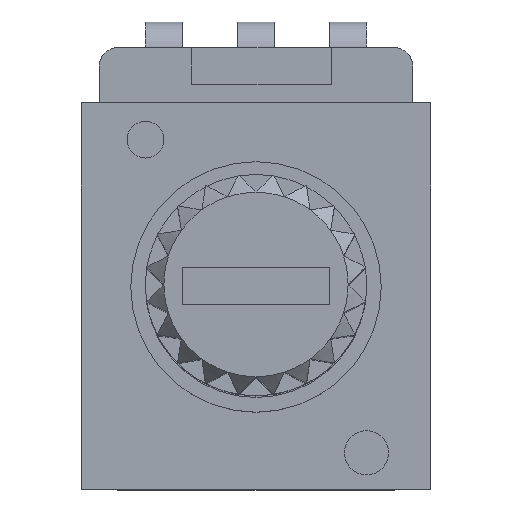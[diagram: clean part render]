
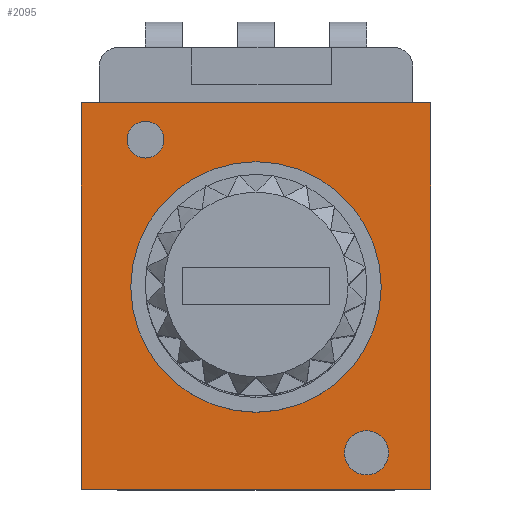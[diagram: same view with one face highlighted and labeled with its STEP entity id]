
A CAD part, top view. The second image highlights one B-rep face of the part: STEP entity #2095.
In plain terms, the highlighted planar face has unit normal (0, 0, 1).
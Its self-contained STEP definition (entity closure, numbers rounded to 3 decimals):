
#824 = PLANE('',#825);
#825 = AXIS2_PLACEMENT_3D('',#826,#827,#828);
#826 = CARTESIAN_POINT('',(-4.75,4.5,-0.112));
#827 = DIRECTION('',(-1.,-0.,0.));
#828 = DIRECTION('',(0.,0.,1.));
#1432 = VERTEX_POINT('',#1433);
#1433 = CARTESIAN_POINT('',(-4.75,-6.,5.488));
#1447 = PLANE('',#1448);
#1448 = AXIS2_PLACEMENT_3D('',#1449,#1450,#1451);
#1449 = CARTESIAN_POINT('',(4.35,-6.,-0.512));
#1450 = DIRECTION('',(0.,-1.,0.));
#1451 = DIRECTION('',(0.,0.,-1.));
#1459 = EDGE_CURVE('',#1460,#1432,#1462,.T.);
#1460 = VERTEX_POINT('',#1461);
#1461 = CARTESIAN_POINT('',(-4.75,4.5,5.488));
#1462 = SURFACE_CURVE('',#1463,(#1467,#1474),.PCURVE_S1.);
#1463 = LINE('',#1464,#1465);
#1464 = CARTESIAN_POINT('',(-4.75,4.5,5.488));
#1465 = VECTOR('',#1466,1.);
#1466 = DIRECTION('',(0.,-1.,0.));
#1467 = PCURVE('',#824,#1468);
#1468 = DEFINITIONAL_REPRESENTATION('',(#1469),#1473);
#1469 = LINE('',#1470,#1471);
#1470 = CARTESIAN_POINT('',(5.6,0.));
#1471 = VECTOR('',#1472,1.);
#1472 = DIRECTION('',(0.,-1.));
#1473 = ( GEOMETRIC_REPRESENTATION_CONTEXT(2) 
PARAMETRIC_REPRESENTATION_CONTEXT() REPRESENTATION_CONTEXT('2D SPACE',''
  ) );
#1474 = PCURVE('',#1475,#1480);
#1475 = PLANE('',#1476);
#1476 = AXIS2_PLACEMENT_3D('',#1477,#1478,#1479);
#1477 = CARTESIAN_POINT('',(-4.75,4.5,5.488));
#1478 = DIRECTION('',(0.,0.,1.));
#1479 = DIRECTION('',(1.,0.,0.));
#1480 = DEFINITIONAL_REPRESENTATION('',(#1481),#1485);
#1481 = LINE('',#1482,#1483);
#1482 = CARTESIAN_POINT('',(0.,0.));
#1483 = VECTOR('',#1484,1.);
#1484 = DIRECTION('',(0.,-1.));
#1485 = ( GEOMETRIC_REPRESENTATION_CONTEXT(2) 
PARAMETRIC_REPRESENTATION_CONTEXT() REPRESENTATION_CONTEXT('2D SPACE',''
  ) );
#1501 = PLANE('',#1502);
#1502 = AXIS2_PLACEMENT_3D('',#1503,#1504,#1505);
#1503 = CARTESIAN_POINT('',(4.35,4.5,-0.512));
#1504 = DIRECTION('',(0.,-1.,0.));
#1505 = DIRECTION('',(0.,0.,-1.));
#1996 = VERTEX_POINT('',#1997);
#1997 = CARTESIAN_POINT('',(4.75,4.5,5.488));
#2011 = PLANE('',#2012);
#2012 = AXIS2_PLACEMENT_3D('',#2013,#2014,#2015);
#2013 = CARTESIAN_POINT('',(4.75,4.5,5.488));
#2014 = DIRECTION('',(1.,0.,0.));
#2015 = DIRECTION('',(0.,0.,-1.));
#2023 = EDGE_CURVE('',#1460,#1996,#2024,.T.);
#2024 = SURFACE_CURVE('',#2025,(#2029,#2036),.PCURVE_S1.);
#2025 = LINE('',#2026,#2027);
#2026 = CARTESIAN_POINT('',(-4.75,4.5,5.488));
#2027 = VECTOR('',#2028,1.);
#2028 = DIRECTION('',(1.,0.,0.));
#2029 = PCURVE('',#1501,#2030);
#2030 = DEFINITIONAL_REPRESENTATION('',(#2031),#2035);
#2031 = LINE('',#2032,#2033);
#2032 = CARTESIAN_POINT('',(-6.,-9.1));
#2033 = VECTOR('',#2034,1.);
#2034 = DIRECTION('',(0.,1.));
#2035 = ( GEOMETRIC_REPRESENTATION_CONTEXT(2) 
PARAMETRIC_REPRESENTATION_CONTEXT() REPRESENTATION_CONTEXT('2D SPACE',''
  ) );
#2036 = PCURVE('',#1475,#2037);
#2037 = DEFINITIONAL_REPRESENTATION('',(#2038),#2042);
#2038 = LINE('',#2039,#2040);
#2039 = CARTESIAN_POINT('',(0.,0.));
#2040 = VECTOR('',#2041,1.);
#2041 = DIRECTION('',(1.,0.));
#2042 = ( GEOMETRIC_REPRESENTATION_CONTEXT(2) 
PARAMETRIC_REPRESENTATION_CONTEXT() REPRESENTATION_CONTEXT('2D SPACE',''
  ) );
#2095 = ADVANCED_FACE('',(#2096,#2144,#2175,#2206),#1475,.T.);
#2096 = FACE_BOUND('',#2097,.T.);
#2097 = EDGE_LOOP('',(#2098,#2099,#2122,#2143));
#2098 = ORIENTED_EDGE('',*,*,#1459,.T.);
#2099 = ORIENTED_EDGE('',*,*,#2100,.T.);
#2100 = EDGE_CURVE('',#1432,#2101,#2103,.T.);
#2101 = VERTEX_POINT('',#2102);
#2102 = CARTESIAN_POINT('',(4.75,-6.,5.488));
#2103 = SURFACE_CURVE('',#2104,(#2108,#2115),.PCURVE_S1.);
#2104 = LINE('',#2105,#2106);
#2105 = CARTESIAN_POINT('',(-4.75,-6.,5.488));
#2106 = VECTOR('',#2107,1.);
#2107 = DIRECTION('',(1.,0.,0.));
#2108 = PCURVE('',#1475,#2109);
#2109 = DEFINITIONAL_REPRESENTATION('',(#2110),#2114);
#2110 = LINE('',#2111,#2112);
#2111 = CARTESIAN_POINT('',(0.,-10.5));
#2112 = VECTOR('',#2113,1.);
#2113 = DIRECTION('',(1.,0.));
#2114 = ( GEOMETRIC_REPRESENTATION_CONTEXT(2) 
PARAMETRIC_REPRESENTATION_CONTEXT() REPRESENTATION_CONTEXT('2D SPACE',''
  ) );
#2115 = PCURVE('',#1447,#2116);
#2116 = DEFINITIONAL_REPRESENTATION('',(#2117),#2121);
#2117 = LINE('',#2118,#2119);
#2118 = CARTESIAN_POINT('',(-6.,-9.1));
#2119 = VECTOR('',#2120,1.);
#2120 = DIRECTION('',(0.,1.));
#2121 = ( GEOMETRIC_REPRESENTATION_CONTEXT(2) 
PARAMETRIC_REPRESENTATION_CONTEXT() REPRESENTATION_CONTEXT('2D SPACE',''
  ) );
#2122 = ORIENTED_EDGE('',*,*,#2123,.F.);
#2123 = EDGE_CURVE('',#1996,#2101,#2124,.T.);
#2124 = SURFACE_CURVE('',#2125,(#2129,#2136),.PCURVE_S1.);
#2125 = LINE('',#2126,#2127);
#2126 = CARTESIAN_POINT('',(4.75,4.5,5.488));
#2127 = VECTOR('',#2128,1.);
#2128 = DIRECTION('',(0.,-1.,0.));
#2129 = PCURVE('',#1475,#2130);
#2130 = DEFINITIONAL_REPRESENTATION('',(#2131),#2135);
#2131 = LINE('',#2132,#2133);
#2132 = CARTESIAN_POINT('',(9.5,0.));
#2133 = VECTOR('',#2134,1.);
#2134 = DIRECTION('',(0.,-1.));
#2135 = ( GEOMETRIC_REPRESENTATION_CONTEXT(2) 
PARAMETRIC_REPRESENTATION_CONTEXT() REPRESENTATION_CONTEXT('2D SPACE',''
  ) );
#2136 = PCURVE('',#2011,#2137);
#2137 = DEFINITIONAL_REPRESENTATION('',(#2138),#2142);
#2138 = LINE('',#2139,#2140);
#2139 = CARTESIAN_POINT('',(0.,0.));
#2140 = VECTOR('',#2141,1.);
#2141 = DIRECTION('',(0.,-1.));
#2142 = ( GEOMETRIC_REPRESENTATION_CONTEXT(2) 
PARAMETRIC_REPRESENTATION_CONTEXT() REPRESENTATION_CONTEXT('2D SPACE',''
  ) );
#2143 = ORIENTED_EDGE('',*,*,#2023,.F.);
#2144 = FACE_BOUND('',#2145,.T.);
#2145 = EDGE_LOOP('',(#2146));
#2146 = ORIENTED_EDGE('',*,*,#2147,.F.);
#2147 = EDGE_CURVE('',#2148,#2148,#2150,.T.);
#2148 = VERTEX_POINT('',#2149);
#2149 = CARTESIAN_POINT('',(-2.5,3.5,5.488));
#2150 = SURFACE_CURVE('',#2151,(#2156,#2163),.PCURVE_S1.);
#2151 = CIRCLE('',#2152,0.5);
#2152 = AXIS2_PLACEMENT_3D('',#2153,#2154,#2155);
#2153 = CARTESIAN_POINT('',(-3.,3.5,5.488));
#2154 = DIRECTION('',(0.,0.,1.));
#2155 = DIRECTION('',(1.,0.,0.));
#2156 = PCURVE('',#1475,#2157);
#2157 = DEFINITIONAL_REPRESENTATION('',(#2158),#2162);
#2158 = CIRCLE('',#2159,0.5);
#2159 = AXIS2_PLACEMENT_2D('',#2160,#2161);
#2160 = CARTESIAN_POINT('',(1.75,-1.));
#2161 = DIRECTION('',(1.,0.));
#2162 = ( GEOMETRIC_REPRESENTATION_CONTEXT(2) 
PARAMETRIC_REPRESENTATION_CONTEXT() REPRESENTATION_CONTEXT('2D SPACE',''
  ) );
#2163 = PCURVE('',#2164,#2169);
#2164 = CYLINDRICAL_SURFACE('',#2165,0.5);
#2165 = AXIS2_PLACEMENT_3D('',#2166,#2167,#2168);
#2166 = CARTESIAN_POINT('',(-3.,3.5,5.));
#2167 = DIRECTION('',(0.,0.,1.));
#2168 = DIRECTION('',(1.,0.,0.));
#2169 = DEFINITIONAL_REPRESENTATION('',(#2170),#2174);
#2170 = LINE('',#2171,#2172);
#2171 = CARTESIAN_POINT('',(0.,0.488));
#2172 = VECTOR('',#2173,1.);
#2173 = DIRECTION('',(1.,0.));
#2174 = ( GEOMETRIC_REPRESENTATION_CONTEXT(2) 
PARAMETRIC_REPRESENTATION_CONTEXT() REPRESENTATION_CONTEXT('2D SPACE',''
  ) );
#2175 = FACE_BOUND('',#2176,.T.);
#2176 = EDGE_LOOP('',(#2177));
#2177 = ORIENTED_EDGE('',*,*,#2178,.F.);
#2178 = EDGE_CURVE('',#2179,#2179,#2181,.T.);
#2179 = VERTEX_POINT('',#2180);
#2180 = CARTESIAN_POINT('',(3.6,-5.,5.488));
#2181 = SURFACE_CURVE('',#2182,(#2187,#2194),.PCURVE_S1.);
#2182 = CIRCLE('',#2183,0.6);
#2183 = AXIS2_PLACEMENT_3D('',#2184,#2185,#2186);
#2184 = CARTESIAN_POINT('',(3.,-5.,5.488));
#2185 = DIRECTION('',(0.,0.,1.));
#2186 = DIRECTION('',(1.,0.,0.));
#2187 = PCURVE('',#1475,#2188);
#2188 = DEFINITIONAL_REPRESENTATION('',(#2189),#2193);
#2189 = CIRCLE('',#2190,0.6);
#2190 = AXIS2_PLACEMENT_2D('',#2191,#2192);
#2191 = CARTESIAN_POINT('',(7.75,-9.5));
#2192 = DIRECTION('',(1.,0.));
#2193 = ( GEOMETRIC_REPRESENTATION_CONTEXT(2) 
PARAMETRIC_REPRESENTATION_CONTEXT() REPRESENTATION_CONTEXT('2D SPACE',''
  ) );
#2194 = PCURVE('',#2195,#2200);
#2195 = CYLINDRICAL_SURFACE('',#2196,0.6);
#2196 = AXIS2_PLACEMENT_3D('',#2197,#2198,#2199);
#2197 = CARTESIAN_POINT('',(3.,-5.,5.));
#2198 = DIRECTION('',(0.,0.,1.));
#2199 = DIRECTION('',(1.,0.,0.));
#2200 = DEFINITIONAL_REPRESENTATION('',(#2201),#2205);
#2201 = LINE('',#2202,#2203);
#2202 = CARTESIAN_POINT('',(0.,0.488));
#2203 = VECTOR('',#2204,1.);
#2204 = DIRECTION('',(1.,0.));
#2205 = ( GEOMETRIC_REPRESENTATION_CONTEXT(2) 
PARAMETRIC_REPRESENTATION_CONTEXT() REPRESENTATION_CONTEXT('2D SPACE',''
  ) );
#2206 = FACE_BOUND('',#2207,.T.);
#2207 = EDGE_LOOP('',(#2208));
#2208 = ORIENTED_EDGE('',*,*,#2209,.F.);
#2209 = EDGE_CURVE('',#2210,#2210,#2212,.T.);
#2210 = VERTEX_POINT('',#2211);
#2211 = CARTESIAN_POINT('',(3.4,-0.5,5.488));
#2212 = SURFACE_CURVE('',#2213,(#2218,#2225),.PCURVE_S1.);
#2213 = CIRCLE('',#2214,3.4);
#2214 = AXIS2_PLACEMENT_3D('',#2215,#2216,#2217);
#2215 = CARTESIAN_POINT('',(0.,-0.5,5.488));
#2216 = DIRECTION('',(0.,0.,1.));
#2217 = DIRECTION('',(1.,0.,0.));
#2218 = PCURVE('',#1475,#2219);
#2219 = DEFINITIONAL_REPRESENTATION('',(#2220),#2224);
#2220 = CIRCLE('',#2221,3.4);
#2221 = AXIS2_PLACEMENT_2D('',#2222,#2223);
#2222 = CARTESIAN_POINT('',(4.75,-5.));
#2223 = DIRECTION('',(1.,0.));
#2224 = ( GEOMETRIC_REPRESENTATION_CONTEXT(2) 
PARAMETRIC_REPRESENTATION_CONTEXT() REPRESENTATION_CONTEXT('2D SPACE',''
  ) );
#2225 = PCURVE('',#2226,#2231);
#2226 = CYLINDRICAL_SURFACE('',#2227,3.4);
#2227 = AXIS2_PLACEMENT_3D('',#2228,#2229,#2230);
#2228 = CARTESIAN_POINT('',(0.,-0.5,5.4));
#2229 = DIRECTION('',(0.,0.,1.));
#2230 = DIRECTION('',(1.,0.,0.));
#2231 = DEFINITIONAL_REPRESENTATION('',(#2232),#2236);
#2232 = LINE('',#2233,#2234);
#2233 = CARTESIAN_POINT('',(0.,0.088));
#2234 = VECTOR('',#2235,1.);
#2235 = DIRECTION('',(1.,0.));
#2236 = ( GEOMETRIC_REPRESENTATION_CONTEXT(2) 
PARAMETRIC_REPRESENTATION_CONTEXT() REPRESENTATION_CONTEXT('2D SPACE',''
  ) );
